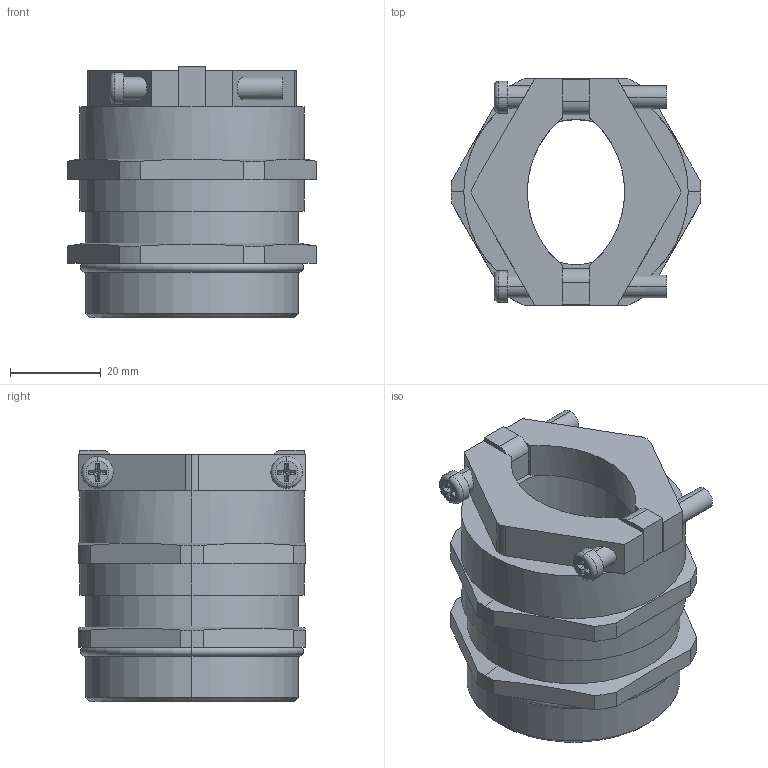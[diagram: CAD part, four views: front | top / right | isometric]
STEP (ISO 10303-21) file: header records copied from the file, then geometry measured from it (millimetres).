
FILE_DESCRIPTION (( 'STEP AP203' ), '1' );
FILE_NAME ('WNKS-PG36(D22-32).STP', '2017-09-06T12:17:25', ( '微软用户' ), ( '微软中国' ), 'SwSTEP 2.0', 'SolidWorks 2012', '' );
FILE_SCHEMA (( 'CONFIG_CONTROL_DESIGN' ));
Length unit declared in the file: millimetre
Products named in the file (1): WNKS-PG36(D22-32)
Bounding box: 55 x 50 x 55.5 mm (x, y, z)
Volume: 59797.5 mm3; surface area: 18386.2 mm2
Topology: 1 solids, 1 shells, 150 faces, 374 edges, 236 vertices
Faces by surface type: plane 86, cylinder 44, cone 14, torus 6
Entity records: 4579 total; most frequent: CARTESIAN_POINT 875, DIRECTION 778, ORIENTED_EDGE 748, EDGE_CURVE 374, AXIS2_PLACEMENT_3D 281, VERTEX_POINT 236, LINE 216, VECTOR 216
